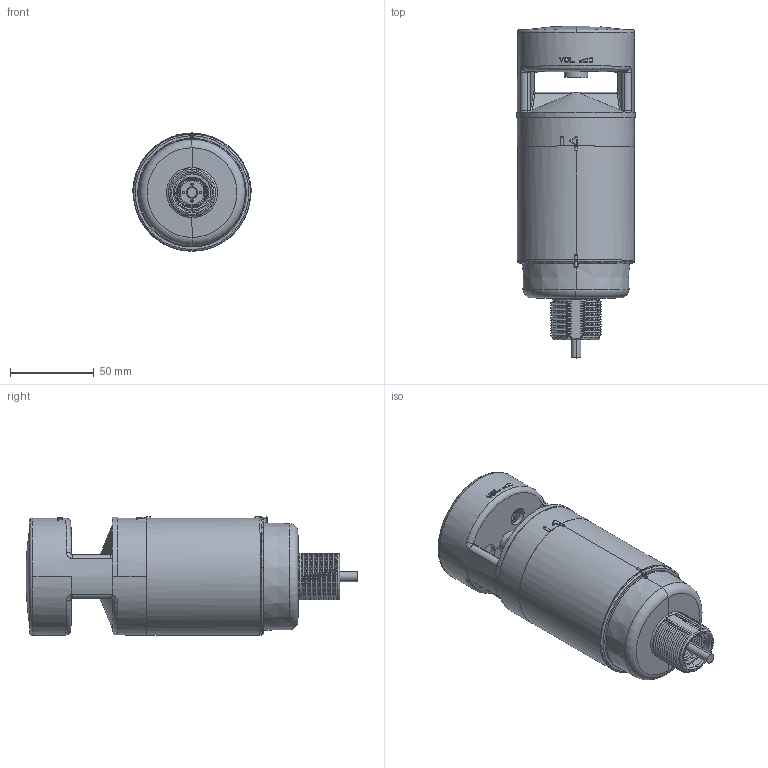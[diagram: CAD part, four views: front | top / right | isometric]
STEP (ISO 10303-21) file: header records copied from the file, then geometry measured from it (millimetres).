
FILE_DESCRIPTION((''),'2;1');
FILE_NAME('191439_ASM','2016-02-25T',('pdmadmin'),(''),'PRO/ENGINEER BY PARAMETRIC TECHNOLOGY CORPORATION, 2013230','PRO/ENGINEER BY PARAMETRIC TECHNOLOGY CORPORATION, 2013230','');
FILE_SCHEMA(('CONFIG_CONTROL_DESIGN'));
Length unit declared in the file: millimetre
Products named in the file (7): 180077; 190540; 180306; 180308; 62676; CABLE_592; 191439_ASM
Assembly tree (6 placements, depth 2):
  191439_ASM
    180077
    190540
    180306
    180308
    62676
    CABLE_592
Bounding box: 71 x 198.51 x 70.75 mm (x, y, z)
Volume: 168167 mm3; surface area: 114599.6 mm2
Topology: 6 solids, 7 shells, 1384 faces, 3349 edges, 2010 vertices
Faces by surface type: bspline 398, cylinder 364, plane 262, cone 136, torus 128, sphere 74, extrusion 22
Entity records: 81012 total; most frequent: CARTESIAN_POINT 51939, ORIENTED_EDGE 6682, DIRECTION 5130, EDGE_CURVE 3343, AXIS2_PLACEMENT_3D 2109, VERTEX_POINT 2010, EDGE_LOOP 1454, FACE_OUTER_BOUND 1384
